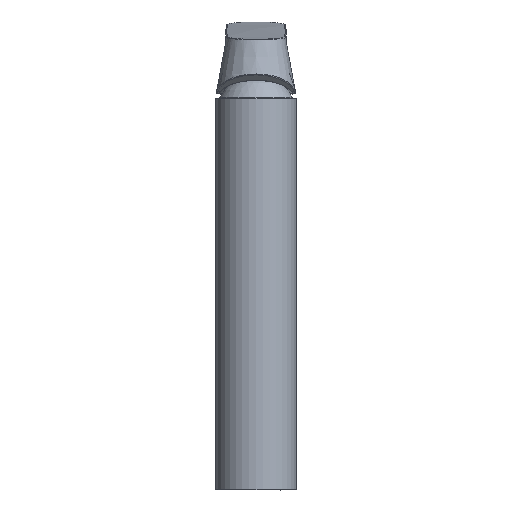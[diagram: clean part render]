
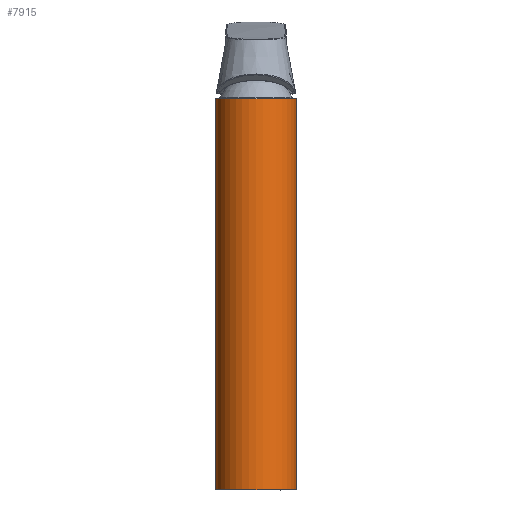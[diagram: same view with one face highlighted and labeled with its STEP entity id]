
A CAD part, left-side view. The second image highlights one B-rep face of the part: STEP entity #7915.
In plain terms, the highlighted cylindrical face has radius 22.997 mm (diameter 45.993 mm), a partial arc.
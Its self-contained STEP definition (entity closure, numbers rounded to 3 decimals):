
#825=LINE('',#22122,#951);
#828=LINE('',#22128,#954);
#951=VECTOR('',#9399,1000.);
#954=VECTOR('',#9404,1000.);
#2292=ORIENTED_EDGE('',*,*,#3212,.F.);
#2293=ORIENTED_EDGE('',*,*,#3213,.T.);
#2294=ORIENTED_EDGE('',*,*,#3209,.T.);
#2295=ORIENTED_EDGE('',*,*,#3214,.T.);
#3209=EDGE_CURVE('',#3743,#3744,#825,.T.);
#3212=EDGE_CURVE('',#3745,#3746,#828,.T.);
#3213=EDGE_CURVE('',#3745,#3743,#4000,.F.);
#3214=EDGE_CURVE('',#3744,#3746,#4001,.F.);
#3743=VERTEX_POINT('',#22123);
#3744=VERTEX_POINT('',#22124);
#3745=VERTEX_POINT('',#22129);
#3746=VERTEX_POINT('',#22130);
#4000=CIRCLE('',#8401,22.997);
#4001=CIRCLE('',#8402,22.997);
#4413=EDGE_LOOP('',(#2292,#2293,#2294,#2295));
#4853=FACE_BOUND('',#4413,.T.);
#4987=CYLINDRICAL_SURFACE('',#8400,22.997);
#7915=ADVANCED_FACE('',(#4853),#4987,.T.);
#8400=AXIS2_PLACEMENT_3D('',#22127,#9402,#9403);
#8401=AXIS2_PLACEMENT_3D('',#22131,#9405,#9406);
#8402=AXIS2_PLACEMENT_3D('',#22132,#9407,#9408);
#9399=DIRECTION('',(0.,0.,1.));
#9402=DIRECTION('',(0.,0.,1.));
#9403=DIRECTION('',(1.,0.,0.));
#9404=DIRECTION('',(0.,0.,1.));
#9405=DIRECTION('',(0.,0.,-1.));
#9406=DIRECTION('',(-1.,0.,0.));
#9407=DIRECTION('',(0.,0.,1.));
#9408=DIRECTION('',(1.,0.,0.));
#22122=CARTESIAN_POINT('',(0.018,-22.996,176.53));
#22123=CARTESIAN_POINT('',(0.018,-22.996,0.1));
#22124=CARTESIAN_POINT('',(0.018,-22.996,222.3));
#22127=CARTESIAN_POINT('',(0.,0.,176.53));
#22128=CARTESIAN_POINT('',(0.018,22.997,176.53));
#22129=CARTESIAN_POINT('',(0.018,22.997,0.1));
#22130=CARTESIAN_POINT('',(0.018,22.997,222.3));
#22131=CARTESIAN_POINT('',(0.,0.,0.1));
#22132=CARTESIAN_POINT('',(0.,0.,222.3));
